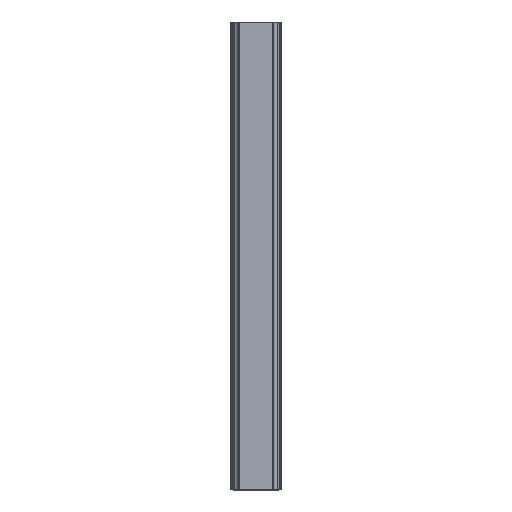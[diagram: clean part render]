
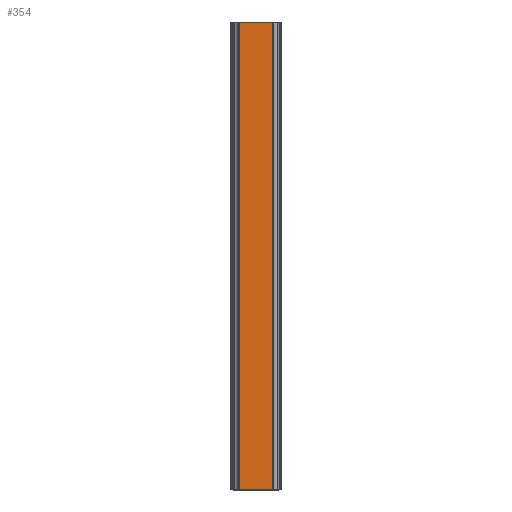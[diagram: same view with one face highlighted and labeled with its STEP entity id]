
A CAD part, top view. The second image highlights one B-rep face of the part: STEP entity #354.
In plain terms, the highlighted planar face has unit normal (0, 0, 1).
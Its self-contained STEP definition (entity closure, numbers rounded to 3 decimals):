
#354=ADVANCED_FACE('',(#731),#732,.T.);
#731=FACE_OUTER_BOUND('',#1127,.T.);
#732=PLANE('',#1128);
#1127=EDGE_LOOP('',(#2206,#2207,#2208,#2209));
#1128=AXIS2_PLACEMENT_3D('',#2210,#2211,#2212);
#2206=ORIENTED_EDGE('',*,*,#2762,.T.);
#2207=ORIENTED_EDGE('',*,*,#2848,.F.);
#2208=ORIENTED_EDGE('',*,*,#2624,.T.);
#2209=ORIENTED_EDGE('',*,*,#2846,.T.);
#2210=CARTESIAN_POINT('',(0.,140.0,15.));
#2211=DIRECTION('',(0.0,0.0,1.0));
#2212=DIRECTION('',(-1.0,0.0,0.0));
#2624=EDGE_CURVE('',#3220,#3218,#3221,.T.);
#2762=EDGE_CURVE('',#3451,#3449,#3452,.T.);
#2846=EDGE_CURVE('',#3218,#3451,#3558,.T.);
#2848=EDGE_CURVE('',#3220,#3449,#3560,.T.);
#3218=VERTEX_POINT('',#4067);
#3220=VERTEX_POINT('',#4070);
#3221=LINE('',#4071,#4072);
#3449=VERTEX_POINT('',#4386);
#3451=VERTEX_POINT('',#4389);
#3452=LINE('',#4390,#4391);
#3558=LINE('',#4531,#4532);
#3560=LINE('',#4534,#4535);
#4067=CARTESIAN_POINT('',(-5.049,140.0,15.));
#4070=CARTESIAN_POINT('',(5.049,140.0,15.));
#4071=CARTESIAN_POINT('',(5.049,140.0,15.));
#4072=VECTOR('',#4805,1.0);
#4386=CARTESIAN_POINT('',(5.049,0.0,15.));
#4389=CARTESIAN_POINT('',(-5.049,0.0,15.));
#4390=CARTESIAN_POINT('',(5.049,0.0,15.));
#4391=VECTOR('',#4971,1.0);
#4531=CARTESIAN_POINT('',(-5.049,140.0,15.));
#4532=VECTOR('',#5063,1.0);
#4534=CARTESIAN_POINT('',(5.049,140.0,15.));
#4535=VECTOR('',#5064,1.0);
#4805=DIRECTION('',(-1.0,0.0,0.0));
#4971=DIRECTION('',(1.0,0.0,0.0));
#5063=DIRECTION('',(0.0,-1.0,0.0));
#5064=DIRECTION('',(0.0,-1.0,0.0));
